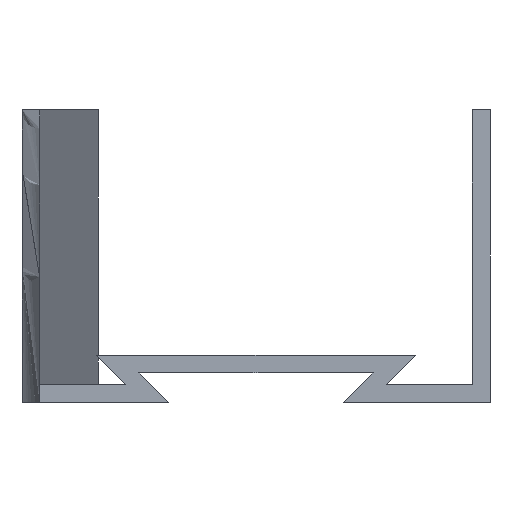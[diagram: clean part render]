
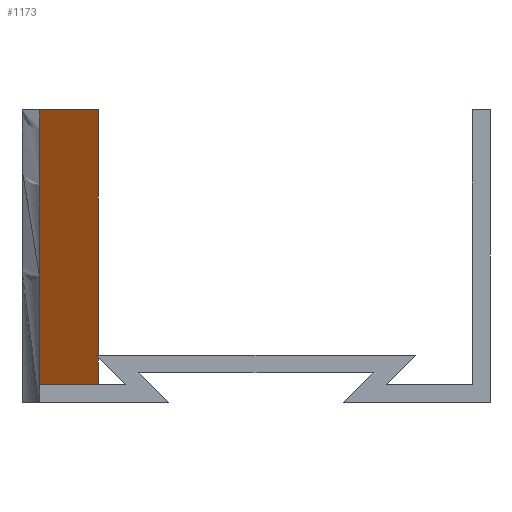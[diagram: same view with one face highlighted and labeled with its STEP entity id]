
A CAD part, left-side view. The second image highlights one B-rep face of the part: STEP entity #1173.
In plain terms, the highlighted planar face has unit normal (-0.05, -0.999, 0).
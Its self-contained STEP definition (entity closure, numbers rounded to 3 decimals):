
#80=CARTESIAN_POINT('',(-450.075,37.,50.));
#81=VERTEX_POINT('',#80);
#88=CARTESIAN_POINT('',(-250.075,27.,50.));
#89=VERTEX_POINT('',#88);
#90=CARTESIAN_POINT('',(-450.075,37.,50.));
#91=DIRECTION('',(0.999,-0.05,0.));
#92=VECTOR('',#91,200.25);
#93=LINE('',#90,#92);
#94=EDGE_CURVE('',#81,#89,#93,.T.);
#381=CARTESIAN_POINT('',(-450.075,37.,3.));
#382=VERTEX_POINT('',#381);
#383=CARTESIAN_POINT('',(-450.075,37.,3.));
#384=DIRECTION('',(0.,0.,1.));
#385=VECTOR('',#384,47.);
#386=LINE('',#383,#385);
#387=EDGE_CURVE('',#382,#81,#386,.T.);
#422=CARTESIAN_POINT('',(-250.075,27.,3.));
#423=VERTEX_POINT('',#422);
#430=CARTESIAN_POINT('',(-250.075,27.,3.));
#431=DIRECTION('',(-0.999,0.05,0.));
#432=VECTOR('',#431,200.25);
#433=LINE('',#430,#432);
#434=EDGE_CURVE('',#423,#382,#433,.T.);
#470=CARTESIAN_POINT('',(-254.928,27.243,8.));
#471=VERTEX_POINT('',#470);
#478=CARTESIAN_POINT('',(-250.075,27.,7.757));
#479=VERTEX_POINT('',#478);
#480=CARTESIAN_POINT('',(-254.928,27.243,8.));
#481=DIRECTION('',(0.998,-0.05,-0.05));
#482=VECTOR('',#481,4.865);
#483=LINE('',#480,#482);
#484=EDGE_CURVE('',#471,#479,#483,.T.);
#1142=CARTESIAN_POINT('',(-350.075,32.,26.5));
#1143=DIRECTION('',(-0.999,0.05,0.));
#1144=DIRECTION('',(0.05,0.999,-0.));
#1145=AXIS2_PLACEMENT_3D('',#1142,#1144,#1143);
#1146=PLANE('',#1145);
#1147=ORIENTED_EDGE('',*,*,#484,.T.);
#1148=CARTESIAN_POINT('',(-250.075,27.,3.));
#1149=DIRECTION('',(0.,0.,1.));
#1150=VECTOR('',#1149,4.757);
#1151=LINE('',#1148,#1150);
#1152=EDGE_CURVE('',#423,#479,#1151,.T.);
#1153=ORIENTED_EDGE('E109',*,*,#1152,.F.);
#1154=ORIENTED_EDGE('E109',*,*,#434,.T.);
#1155=ORIENTED_EDGE('E109',*,*,#387,.T.);
#1156=ORIENTED_EDGE('E109',*,*,#94,.T.);
#1157=CARTESIAN_POINT('',(-250.075,27.,8.));
#1158=VERTEX_POINT('',#1157);
#1159=CARTESIAN_POINT('',(-250.075,27.,8.));
#1160=DIRECTION('',(0.,0.,1.));
#1161=VECTOR('',#1160,42.);
#1162=LINE('',#1159,#1161);
#1163=EDGE_CURVE('',#1158,#89,#1162,.T.);
#1164=ORIENTED_EDGE('E110',*,*,#1163,.F.);
#1165=CARTESIAN_POINT('',(-254.928,27.243,8.));
#1166=DIRECTION('',(0.999,-0.05,0.));
#1167=VECTOR('',#1166,4.859);
#1168=LINE('',#1165,#1167);
#1169=EDGE_CURVE('',#471,#1158,#1168,.T.);
#1170=ORIENTED_EDGE('E111',*,*,#1169,.F.);
#1171=EDGE_LOOP('',(#1147,#1153,#1154,#1155,#1156,#1164,#1170));
#1172=FACE_OUTER_BOUND('',#1171,.F.);
#1173=ADVANCED_FACE('F24',(#1172),#1146,.F.);
